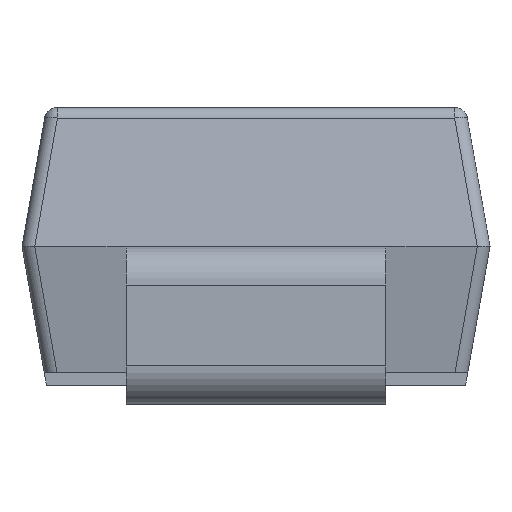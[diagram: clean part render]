
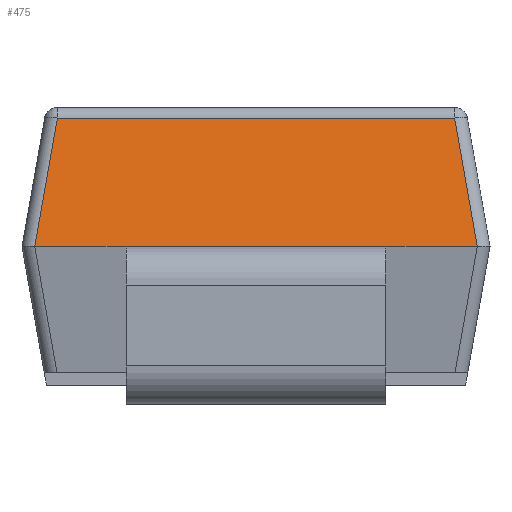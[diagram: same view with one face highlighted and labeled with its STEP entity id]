
A CAD part, left-side view. The second image highlights one B-rep face of the part: STEP entity #475.
In plain terms, the highlighted planar face has unit normal (-0.985, 0, 0.174).
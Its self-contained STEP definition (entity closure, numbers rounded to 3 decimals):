
#58 = VECTOR ( 'NONE', #11296, 1000. ) ;
#141 = ORIENTED_EDGE ( 'NONE', *, *, #13865, .T. ) ;
#475 = ADVANCED_FACE ( 'NONE', ( #6413 ), #9825, .T. ) ;
#643 = CARTESIAN_POINT ( 'NONE',  ( -2.2, -1.005, 0. ) ) ;
#885 = CARTESIAN_POINT ( 'NONE',  ( -2.025, -1.537, 0.992 ) ) ;
#1148 = CARTESIAN_POINT ( 'NONE',  ( -2.2, 1.81, 0. ) ) ;
#1179 = CARTESIAN_POINT ( 'NONE',  ( -2.2, 1.81, 0. ) ) ;
#1765 = AXIS2_PLACEMENT_3D ( 'NONE', #1148, #11956, #13031 ) ;
#1783 = EDGE_CURVE ( 'NONE', #13727, #6991, #13457, .T. ) ;
#1910 = LINE ( 'NONE', #13785, #12591 ) ;
#2735 = VECTOR ( 'NONE', #9135, 1000. ) ;
#2960 = ORIENTED_EDGE ( 'NONE', *, *, #9795, .T. ) ;
#3055 = VECTOR ( 'NONE', #3974, 1000. ) ;
#3083 = VERTEX_POINT ( 'NONE', #10588 ) ;
#3289 = EDGE_CURVE ( 'NONE', #3083, #13727, #11371, .T. ) ;
#3858 = VECTOR ( 'NONE', #11003, 1000. ) ;
#3939 = CARTESIAN_POINT ( 'NONE',  ( -2.025, 1.537, 0.992 ) ) ;
#3974 = DIRECTION ( 'NONE',  ( 0., 1., 0. ) ) ;
#4126 = DIRECTION ( 'NONE',  ( 0.171, 0.171, 0.97 ) ) ;
#5629 = CARTESIAN_POINT ( 'NONE',  ( -2.2, -1.712, 0. ) ) ;
#5768 = CARTESIAN_POINT ( 'NONE',  ( -2.2, 1.81, 0. ) ) ;
#6255 = ORIENTED_EDGE ( 'NONE', *, *, #6523, .T. ) ;
#6413 = FACE_OUTER_BOUND ( 'NONE', #13572, .T. ) ;
#6523 = EDGE_CURVE ( 'NONE', #11679, #9456, #1910, .T. ) ;
#6991 = VERTEX_POINT ( 'NONE', #643 ) ;
#7519 = VERTEX_POINT ( 'NONE', #3939 ) ;
#8854 = LINE ( 'NONE', #12295, #58 ) ;
#9135 = DIRECTION ( 'NONE',  ( 0., -1., 0. ) ) ;
#9456 = VERTEX_POINT ( 'NONE', #885 ) ;
#9528 = ORIENTED_EDGE ( 'NONE', *, *, #1783, .T. ) ;
#9571 = CARTESIAN_POINT ( 'NONE',  ( -2.2, 1.005, 0. ) ) ;
#9795 = EDGE_CURVE ( 'NONE', #7519, #3083, #8854, .T. ) ;
#9825 = PLANE ( 'NONE',  #1765 ) ;
#10588 = CARTESIAN_POINT ( 'NONE',  ( -2.2, 1.712, 0. ) ) ;
#10607 = VECTOR ( 'NONE', #12533, 1000. ) ;
#11003 = DIRECTION ( 'NONE',  ( 0., -1., 0. ) ) ;
#11296 = DIRECTION ( 'NONE',  ( -0.171, 0.171, -0.97 ) ) ;
#11371 = LINE ( 'NONE', #5768, #2735 ) ;
#11679 = VERTEX_POINT ( 'NONE', #5629 ) ;
#11686 = LINE ( 'NONE', #13817, #3055 ) ;
#11956 = DIRECTION ( 'NONE',  ( -0.985, 0., 0.174 ) ) ;
#12295 = CARTESIAN_POINT ( 'NONE',  ( -2.203, 1.714, -0.016 ) ) ;
#12533 = DIRECTION ( 'NONE',  ( 0., -1., 0. ) ) ;
#12553 = ORIENTED_EDGE ( 'NONE', *, *, #13663, .T. ) ;
#12591 = VECTOR ( 'NONE', #4126, 1000. ) ;
#13031 = DIRECTION ( 'NONE',  ( 0.174, 0., 0.985 ) ) ;
#13182 = LINE ( 'NONE', #1179, #3858 ) ;
#13457 = LINE ( 'NONE', #13577, #10607 ) ;
#13572 = EDGE_LOOP ( 'NONE', ( #12553, #2960, #13583, #9528, #141, #6255 ) ) ;
#13577 = CARTESIAN_POINT ( 'NONE',  ( -2.2, 1.81, 0. ) ) ;
#13583 = ORIENTED_EDGE ( 'NONE', *, *, #3289, .T. ) ;
#13663 = EDGE_CURVE ( 'NONE', #9456, #7519, #11686, .T. ) ;
#13727 = VERTEX_POINT ( 'NONE', #9571 ) ;
#13785 = CARTESIAN_POINT ( 'NONE',  ( -2.097, -1.608, 0.585 ) ) ;
#13817 = CARTESIAN_POINT ( 'NONE',  ( -2.025, 1.62, 0.992 ) ) ;
#13865 = EDGE_CURVE ( 'NONE', #6991, #11679, #13182, .T. ) ;
